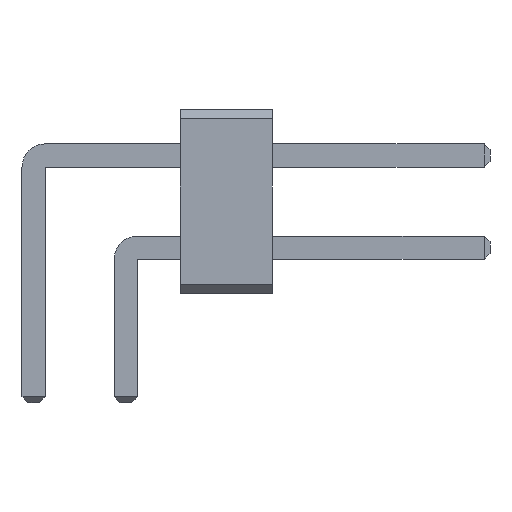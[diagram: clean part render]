
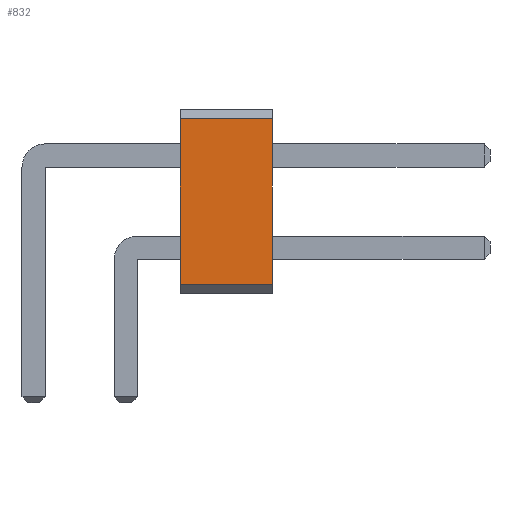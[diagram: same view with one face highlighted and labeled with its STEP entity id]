
A CAD part, front view. The second image highlights one B-rep face of the part: STEP entity #832.
In plain terms, the highlighted planar face has unit normal (0, -1, 0).
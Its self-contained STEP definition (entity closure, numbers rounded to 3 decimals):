
#13=DIRECTION('',(0.,0.,1.));
#27=VECTOR('',#28,1.);
#28=DIRECTION('',(1.,0.,0.));
#57=DIRECTION('',(0.,-1.,0.));
#819=VERTEX_POINT('',#820);
#820=CARTESIAN_POINT('',(6.58,-34.29,0.254));
#823=EDGE_CURVE('',#824,#819,#826,.T.);
#824=VERTEX_POINT('',#825);
#825=CARTESIAN_POINT('',(4.04,-34.29,0.254));
#826=LINE('',#825,#27);
#832=ADVANCED_FACE('',(#833),#850,.T.);
#833=FACE_BOUND('',#834,.T.);
#834=EDGE_LOOP('',(#835,#836,#842,#847));
#835=ORIENTED_EDGE('',*,*,#823,.T.);
#836=ORIENTED_EDGE('',*,*,#837,.T.);
#837=EDGE_CURVE('',#819,#838,#840,.T.);
#838=VERTEX_POINT('',#839);
#839=CARTESIAN_POINT('',(6.58,-34.29,4.826));
#840=LINE('',#820,#841);
#841=VECTOR('',#13,1.);
#842=ORIENTED_EDGE('',*,*,#843,.F.);
#843=EDGE_CURVE('',#844,#838,#846,.T.);
#844=VERTEX_POINT('',#845);
#845=CARTESIAN_POINT('',(4.04,-34.29,4.826));
#846=LINE('',#845,#27);
#847=ORIENTED_EDGE('',*,*,#848,.F.);
#848=EDGE_CURVE('',#824,#844,#849,.T.);
#849=LINE('',#825,#841);
#850=PLANE('',#851);
#851=AXIS2_PLACEMENT_3D('',#825,#57,#13);
